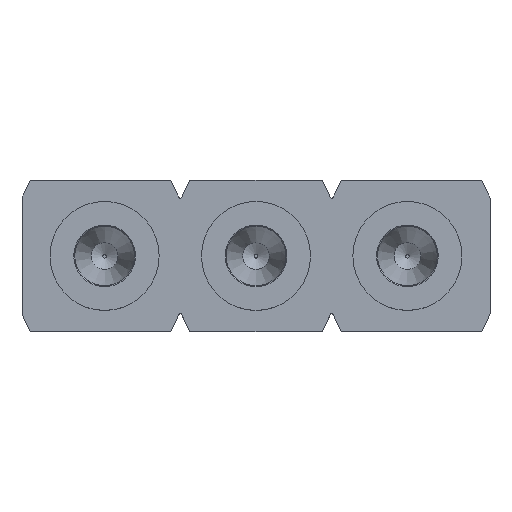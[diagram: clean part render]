
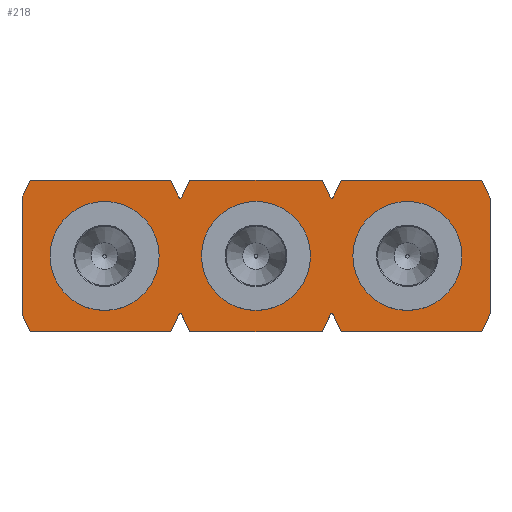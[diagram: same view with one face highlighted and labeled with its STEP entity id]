
A CAD part, top view. The second image highlights one B-rep face of the part: STEP entity #218.
In plain terms, the highlighted planar face has unit normal (0, 0, 1).
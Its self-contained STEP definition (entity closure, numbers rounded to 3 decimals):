
#218=ADVANCED_FACE('',(#651,#653,#655,#657),#659,.T.);
#651=FACE_BOUND('',#652,.T.);
#652=EDGE_LOOP('',(#1029,#1030,#1031,#1032,#1033,#1034,#1035,#1036,#1037,#1038,#1039,
#1040,#1041,#1042,#1043,#1044,#1045,#1046,#1047,#1048,#1049,#1050,#1051,#1052));
#653=FACE_BOUND('',#654,.T.);
#654=EDGE_LOOP('',(#1053));
#655=FACE_BOUND('',#656,.T.);
#656=EDGE_LOOP('',(#1054));
#657=FACE_BOUND('',#658,.T.);
#658=EDGE_LOOP('',(#1055));
#659=PLANE('',#660);
#660=AXIS2_PLACEMENT_3D('',#661,#662,#663);
#661=CARTESIAN_POINT('',(0.,0.,1.86));
#662=DIRECTION('',(0.,0.,1.));
#663=DIRECTION('',(1.,0.,0.));
#1029=ORIENTED_EDGE('',*,*,#1223,.T.);
#1030=ORIENTED_EDGE('',*,*,#1224,.T.);
#1031=ORIENTED_EDGE('',*,*,#1225,.T.);
#1032=ORIENTED_EDGE('',*,*,#1214,.T.);
#1033=ORIENTED_EDGE('',*,*,#1226,.T.);
#1034=ORIENTED_EDGE('',*,*,#1227,.T.);
#1035=ORIENTED_EDGE('',*,*,#1228,.T.);
#1036=ORIENTED_EDGE('',*,*,#1229,.T.);
#1037=ORIENTED_EDGE('',*,*,#1230,.T.);
#1038=ORIENTED_EDGE('',*,*,#1231,.T.);
#1039=ORIENTED_EDGE('',*,*,#1232,.T.);
#1040=ORIENTED_EDGE('',*,*,#1233,.T.);
#1041=ORIENTED_EDGE('',*,*,#1234,.T.);
#1042=ORIENTED_EDGE('',*,*,#1235,.T.);
#1043=ORIENTED_EDGE('',*,*,#1236,.T.);
#1044=ORIENTED_EDGE('',*,*,#1216,.T.);
#1045=ORIENTED_EDGE('',*,*,#1237,.T.);
#1046=ORIENTED_EDGE('',*,*,#1238,.T.);
#1047=ORIENTED_EDGE('',*,*,#1239,.T.);
#1048=ORIENTED_EDGE('',*,*,#1222,.T.);
#1049=ORIENTED_EDGE('',*,*,#1240,.T.);
#1050=ORIENTED_EDGE('',*,*,#1241,.T.);
#1051=ORIENTED_EDGE('',*,*,#1242,.T.);
#1052=ORIENTED_EDGE('',*,*,#1208,.T.);
#1053=ORIENTED_EDGE('',*,*,#1243,.T.);
#1054=ORIENTED_EDGE('',*,*,#1205,.T.);
#1055=ORIENTED_EDGE('',*,*,#1244,.T.);
#1205=EDGE_CURVE('',#1302,#1302,#1303,.F.);
#1208=EDGE_CURVE('',#1309,#1307,#1310,.T.);
#1214=EDGE_CURVE('',#1314,#1319,#1321,.T.);
#1216=EDGE_CURVE('',#1325,#1323,#1326,.T.);
#1222=EDGE_CURVE('',#1330,#1335,#1337,.T.);
#1223=EDGE_CURVE('',#1307,#1338,#1339,.F.);
#1224=EDGE_CURVE('',#1338,#1340,#1341,.F.);
#1225=EDGE_CURVE('',#1340,#1314,#1342,.F.);
#1226=EDGE_CURVE('',#1319,#1343,#1344,.F.);
#1227=EDGE_CURVE('',#1343,#1345,#1346,.F.);
#1228=EDGE_CURVE('',#1345,#1347,#1348,.F.);
#1229=EDGE_CURVE('',#1347,#1349,#1350,.T.);
#1230=EDGE_CURVE('',#1349,#1351,#1352,.T.);
#1231=EDGE_CURVE('',#1351,#1353,#1354,.T.);
#1232=EDGE_CURVE('',#1353,#1355,#1356,.T.);
#1233=EDGE_CURVE('',#1355,#1357,#1358,.T.);
#1234=EDGE_CURVE('',#1357,#1359,#1360,.F.);
#1235=EDGE_CURVE('',#1359,#1361,#1362,.F.);
#1236=EDGE_CURVE('',#1361,#1325,#1363,.F.);
#1237=EDGE_CURVE('',#1323,#1364,#1365,.F.);
#1238=EDGE_CURVE('',#1364,#1366,#1367,.F.);
#1239=EDGE_CURVE('',#1366,#1330,#1368,.F.);
#1240=EDGE_CURVE('',#1335,#1369,#1370,.T.);
#1241=EDGE_CURVE('',#1369,#1371,#1372,.T.);
#1242=EDGE_CURVE('',#1371,#1309,#1373,.T.);
#1243=EDGE_CURVE('',#1374,#1374,#1375,.F.);
#1244=EDGE_CURVE('',#1376,#1376,#1377,.F.);
#1302=VERTEX_POINT('',#1472);
#1303=CIRCLE('',#1473,0.66);
#1307=VERTEX_POINT('',#1483);
#1309=VERTEX_POINT('',#1487);
#1310=LINE('',#1488,#1489);
#1314=VERTEX_POINT('',#1498);
#1319=VERTEX_POINT('',#1507);
#1321=LINE('',#1511,#1512);
#1323=VERTEX_POINT('',#1515);
#1325=VERTEX_POINT('',#1519);
#1326=LINE('',#1520,#1521);
#1330=VERTEX_POINT('',#1530);
#1335=VERTEX_POINT('',#1539);
#1337=LINE('',#1543,#1544);
#1338=VERTEX_POINT('',#1546);
#1339=LINE('',#1547,#1548);
#1340=VERTEX_POINT('',#1550);
#1341=CIRCLE('',#1551,0.03);
#1342=LINE('',#1555,#1556);
#1343=VERTEX_POINT('',#1558);
#1344=LINE('',#1559,#1560);
#1345=VERTEX_POINT('',#1562);
#1346=CIRCLE('',#1563,0.03);
#1347=VERTEX_POINT('',#1567);
#1348=LINE('',#1568,#1569);
#1349=VERTEX_POINT('',#1571);
#1350=LINE('',#1572,#1573);
#1351=VERTEX_POINT('',#1575);
#1352=LINE('',#1576,#1577);
#1353=VERTEX_POINT('',#1579);
#1354=LINE('',#1580,#1581);
#1355=VERTEX_POINT('',#1583);
#1356=LINE('',#1584,#1585);
#1357=VERTEX_POINT('',#1587);
#1358=LINE('',#1588,#1589);
#1359=VERTEX_POINT('',#1591);
#1360=LINE('',#1592,#1593);
#1361=VERTEX_POINT('',#1595);
#1362=CIRCLE('',#1596,0.03);
#1363=LINE('',#1600,#1601);
#1364=VERTEX_POINT('',#1603);
#1365=LINE('',#1604,#1605);
#1366=VERTEX_POINT('',#1607);
#1367=CIRCLE('',#1608,0.03);
#1368=LINE('',#1612,#1613);
#1369=VERTEX_POINT('',#1615);
#1370=LINE('',#1616,#1617);
#1371=VERTEX_POINT('',#1619);
#1372=LINE('',#1620,#1621);
#1373=LINE('',#1623,#1624);
#1374=VERTEX_POINT('',#1626);
#1375=CIRCLE('',#1627,0.66);
#1376=VERTEX_POINT('',#1631);
#1377=CIRCLE('',#1632,0.66);
#1472=CARTESIAN_POINT('',(3.2,0.,1.86));
#1473=AXIS2_PLACEMENT_3D('',#1474,#1475,#1476);
#1474=CARTESIAN_POINT('',(2.54,0.,1.86));
#1475=DIRECTION('',(0.,0.,1.));
#1476=DIRECTION('',(1.,0.,0.));
#1483=CARTESIAN_POINT('',(3.969,1.27,1.86));
#1487=CARTESIAN_POINT('',(6.325,1.27,1.86));
#1488=CARTESIAN_POINT('',(6.325,1.27,1.86));
#1489=VECTOR('',#1490,1.);
#1490=DIRECTION('',(-1.,0.,0.));
#1498=CARTESIAN_POINT('',(3.651,1.27,1.86));
#1507=CARTESIAN_POINT('',(1.429,1.27,1.86));
#1511=CARTESIAN_POINT('',(3.651,1.27,1.86));
#1512=VECTOR('',#1513,1.);
#1513=DIRECTION('',(-1.,0.,0.));
#1515=CARTESIAN_POINT('',(3.651,-1.27,1.86));
#1519=CARTESIAN_POINT('',(1.429,-1.27,1.86));
#1520=CARTESIAN_POINT('',(1.429,-1.27,1.86));
#1521=VECTOR('',#1522,1.);
#1522=DIRECTION('',(1.,0.,0.));
#1530=CARTESIAN_POINT('',(3.969,-1.27,1.86));
#1539=CARTESIAN_POINT('',(6.325,-1.27,1.86));
#1543=CARTESIAN_POINT('',(3.969,-1.27,1.86));
#1544=VECTOR('',#1545,1.);
#1545=DIRECTION('',(1.,0.,0.));
#1546=CARTESIAN_POINT('',(3.837,0.987,1.86));
#1547=CARTESIAN_POINT('',(3.837,0.987,1.86));
#1548=VECTOR('',#1549,1.);
#1549=DIRECTION('',(0.423,0.906,0.));
#1550=CARTESIAN_POINT('',(3.783,0.987,1.86));
#1551=AXIS2_PLACEMENT_3D('',#1552,#1553,#1554);
#1552=CARTESIAN_POINT('',(3.81,1.,1.86));
#1553=DIRECTION('',(-0.,0.,1.));
#1554=DIRECTION('',(-0.906,-0.423,0.));
#1555=CARTESIAN_POINT('',(3.651,1.27,1.86));
#1556=VECTOR('',#1557,1.);
#1557=DIRECTION('',(0.423,-0.906,0.));
#1558=CARTESIAN_POINT('',(1.297,0.987,1.86));
#1559=CARTESIAN_POINT('',(1.297,0.987,1.86));
#1560=VECTOR('',#1561,1.);
#1561=DIRECTION('',(0.423,0.906,0.));
#1562=CARTESIAN_POINT('',(1.243,0.987,1.86));
#1563=AXIS2_PLACEMENT_3D('',#1564,#1565,#1566);
#1564=CARTESIAN_POINT('',(1.27,1.,1.86));
#1565=DIRECTION('',(-0.,0.,1.));
#1566=DIRECTION('',(-0.906,-0.423,0.));
#1567=CARTESIAN_POINT('',(1.111,1.27,1.86));
#1568=CARTESIAN_POINT('',(1.111,1.27,1.86));
#1569=VECTOR('',#1570,1.);
#1570=DIRECTION('',(0.423,-0.906,0.));
#1571=CARTESIAN_POINT('',(-1.245,1.27,1.86));
#1572=CARTESIAN_POINT('',(1.111,1.27,1.86));
#1573=VECTOR('',#1574,1.);
#1574=DIRECTION('',(-1.,0.,0.));
#1575=CARTESIAN_POINT('',(-1.385,0.97,1.86));
#1576=CARTESIAN_POINT('',(-1.245,1.27,1.86));
#1577=VECTOR('',#1578,1.);
#1578=DIRECTION('',(-0.423,-0.906,0.));
#1579=CARTESIAN_POINT('',(-1.385,-0.97,1.86));
#1580=CARTESIAN_POINT('',(-1.385,0.97,1.86));
#1581=VECTOR('',#1582,1.);
#1582=DIRECTION('',(0.,-1.,0.));
#1583=CARTESIAN_POINT('',(-1.245,-1.27,1.86));
#1584=CARTESIAN_POINT('',(-1.385,-0.97,1.86));
#1585=VECTOR('',#1586,1.);
#1586=DIRECTION('',(0.423,-0.906,0.));
#1587=CARTESIAN_POINT('',(1.111,-1.27,1.86));
#1588=CARTESIAN_POINT('',(-1.245,-1.27,1.86));
#1589=VECTOR('',#1590,1.);
#1590=DIRECTION('',(1.,0.,0.));
#1591=CARTESIAN_POINT('',(1.243,-0.987,1.86));
#1592=CARTESIAN_POINT('',(1.243,-0.987,1.86));
#1593=VECTOR('',#1594,1.);
#1594=DIRECTION('',(-0.423,-0.906,0.));
#1595=CARTESIAN_POINT('',(1.297,-0.987,1.86));
#1596=AXIS2_PLACEMENT_3D('',#1597,#1598,#1599);
#1597=CARTESIAN_POINT('',(1.27,-1.,1.86));
#1598=DIRECTION('',(0.,-0.,1.));
#1599=DIRECTION('',(0.906,0.423,0.));
#1600=CARTESIAN_POINT('',(1.429,-1.27,1.86));
#1601=VECTOR('',#1602,1.);
#1602=DIRECTION('',(-0.423,0.906,0.));
#1603=CARTESIAN_POINT('',(3.783,-0.987,1.86));
#1604=CARTESIAN_POINT('',(3.783,-0.987,1.86));
#1605=VECTOR('',#1606,1.);
#1606=DIRECTION('',(-0.423,-0.906,0.));
#1607=CARTESIAN_POINT('',(3.837,-0.987,1.86));
#1608=AXIS2_PLACEMENT_3D('',#1609,#1610,#1611);
#1609=CARTESIAN_POINT('',(3.81,-1.,1.86));
#1610=DIRECTION('',(0.,-0.,1.));
#1611=DIRECTION('',(0.906,0.423,0.));
#1612=CARTESIAN_POINT('',(3.969,-1.27,1.86));
#1613=VECTOR('',#1614,1.);
#1614=DIRECTION('',(-0.423,0.906,0.));
#1615=CARTESIAN_POINT('',(6.465,-0.97,1.86));
#1616=CARTESIAN_POINT('',(6.325,-1.27,1.86));
#1617=VECTOR('',#1618,1.);
#1618=DIRECTION('',(0.423,0.906,0.));
#1619=CARTESIAN_POINT('',(6.465,0.97,1.86));
#1620=CARTESIAN_POINT('',(6.465,-0.97,1.86));
#1621=VECTOR('',#1622,1.);
#1622=DIRECTION('',(0.,1.,0.));
#1623=CARTESIAN_POINT('',(6.465,0.97,1.86));
#1624=VECTOR('',#1625,1.);
#1625=DIRECTION('',(-0.423,0.906,0.));
#1626=CARTESIAN_POINT('',(5.74,0.,1.86));
#1627=AXIS2_PLACEMENT_3D('',#1628,#1629,#1630);
#1628=CARTESIAN_POINT('',(5.08,0.,1.86));
#1629=DIRECTION('',(0.,0.,1.));
#1630=DIRECTION('',(1.,0.,0.));
#1631=CARTESIAN_POINT('',(0.66,0.,1.86));
#1632=AXIS2_PLACEMENT_3D('',#1633,#1634,#1635);
#1633=CARTESIAN_POINT('',(0.,0.,1.86));
#1634=DIRECTION('',(0.,0.,1.));
#1635=DIRECTION('',(1.,0.,0.));
